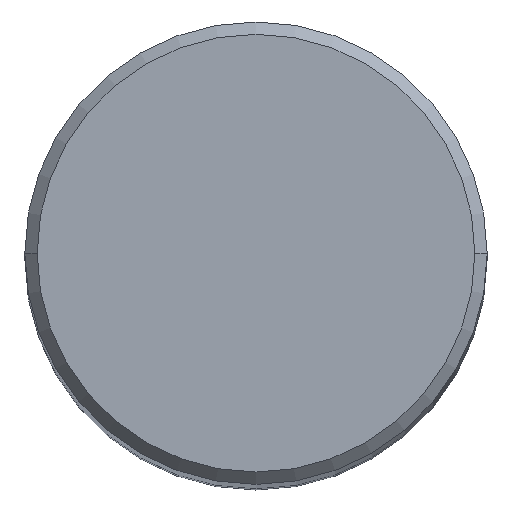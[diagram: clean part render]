
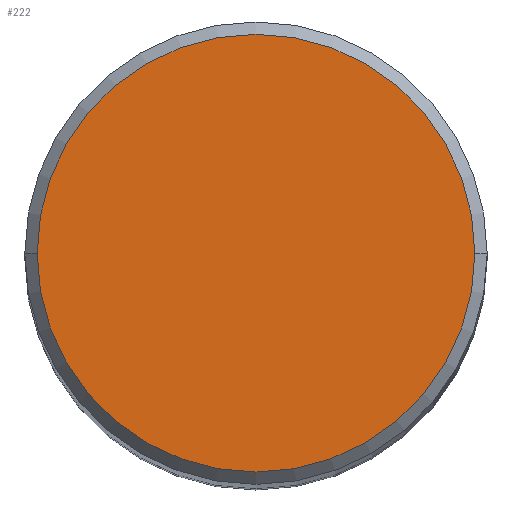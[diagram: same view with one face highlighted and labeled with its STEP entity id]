
A CAD part, top view. The second image highlights one B-rep face of the part: STEP entity #222.
In plain terms, the highlighted planar face has unit normal (0, 0, 1).
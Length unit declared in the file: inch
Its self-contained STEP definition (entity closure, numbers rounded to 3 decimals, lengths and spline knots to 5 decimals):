
#19 = DIRECTION ( 'NONE',  ( 0., 0., 1. ) ) ;
#24 = AXIS2_PLACEMENT_3D ( 'NONE', #26, #130, #77 ) ;
#26 = CARTESIAN_POINT ( 'NONE',  ( 0., 0., 0. ) ) ;
#46 = CARTESIAN_POINT ( 'NONE',  ( -0.355, 0., 0. ) ) ;
#62 = EDGE_LOOP ( 'NONE', ( #284, #135 ) ) ;
#77 = DIRECTION ( 'NONE',  ( 1., 0., 0. ) ) ;
#84 = VERTEX_POINT ( 'NONE', #46 ) ;
#87 = VERTEX_POINT ( 'NONE', #302 ) ;
#105 = PLANE ( 'NONE',  #205 ) ;
#130 = DIRECTION ( 'NONE',  ( 0., 0., 1. ) ) ;
#135 = ORIENTED_EDGE ( 'NONE', *, *, #364, .T. ) ;
#154 = FACE_OUTER_BOUND ( 'NONE', #62, .T. ) ;
#186 = DIRECTION ( 'NONE',  ( -1., 0., 0. ) ) ;
#205 = AXIS2_PLACEMENT_3D ( 'NONE', #362, #304, #186 ) ;
#222 = ADVANCED_FACE ( 'NONE', ( #154 ), #105, .F. ) ;
#229 = CIRCLE ( 'NONE', #262, 0.355 ) ;
#242 = CARTESIAN_POINT ( 'NONE',  ( 0., 0., 0. ) ) ;
#262 = AXIS2_PLACEMENT_3D ( 'NONE', #242, #19, #328 ) ;
#284 = ORIENTED_EDGE ( 'NONE', *, *, #286, .T. ) ;
#286 = EDGE_CURVE ( 'NONE', #84, #87, #305, .T. ) ;
#302 = CARTESIAN_POINT ( 'NONE',  ( 0.355, 0., 0. ) ) ;
#304 = DIRECTION ( 'NONE',  ( 0., 0., -1. ) ) ;
#305 = CIRCLE ( 'NONE', #24, 0.355 ) ;
#328 = DIRECTION ( 'NONE',  ( 1., 0., 0. ) ) ;
#362 = CARTESIAN_POINT ( 'NONE',  ( 0., 0.355, 0. ) ) ;
#364 = EDGE_CURVE ( 'NONE', #87, #84, #229, .T. ) ;
